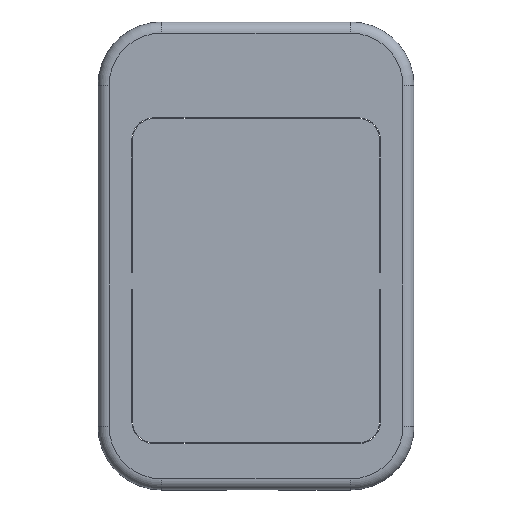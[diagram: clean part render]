
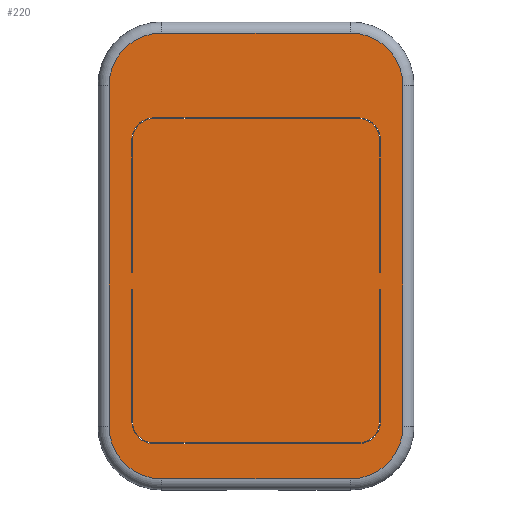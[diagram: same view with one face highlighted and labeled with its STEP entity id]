
A CAD part, top view. The second image highlights one B-rep face of the part: STEP entity #220.
In plain terms, the highlighted planar face has unit normal (0, 0, 1).
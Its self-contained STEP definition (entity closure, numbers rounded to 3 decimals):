
#24 = VERTEX_POINT('',#25);
#25 = CARTESIAN_POINT('',(-26.6,30.85,11.1));
#32 = EDGE_CURVE('',#24,#33,#35,.T.);
#33 = VERTEX_POINT('',#34);
#34 = CARTESIAN_POINT('',(-26.6,-30.85,11.1));
#35 = LINE('',#36,#37);
#36 = CARTESIAN_POINT('',(-26.6,30.85,11.1));
#37 = VECTOR('',#38,1.);
#38 = DIRECTION('',(0.,-1.,0.));
#66 = VERTEX_POINT('',#67);
#67 = CARTESIAN_POINT('',(-17.1,40.35,11.1));
#82 = EDGE_CURVE('',#66,#24,#83,.T.);
#83 = CIRCLE('',#84,9.5);
#84 = AXIS2_PLACEMENT_3D('',#85,#86,#87);
#85 = CARTESIAN_POINT('',(-17.1,30.85,11.1));
#86 = DIRECTION('',(0.,-0.,1.));
#87 = DIRECTION('',(0.,1.,0.));
#220 = ADVANCED_FACE('',(#221,#274,#376),#478,.T.);
#221 = FACE_BOUND('',#222,.T.);
#222 = EDGE_LOOP('',(#223,#224,#233,#241,#250,#258,#267,#273));
#223 = ORIENTED_EDGE('',*,*,#32,.T.);
#224 = ORIENTED_EDGE('',*,*,#225,.T.);
#225 = EDGE_CURVE('',#33,#226,#228,.T.);
#226 = VERTEX_POINT('',#227);
#227 = CARTESIAN_POINT('',(-17.1,-40.35,11.1));
#228 = CIRCLE('',#229,9.5);
#229 = AXIS2_PLACEMENT_3D('',#230,#231,#232);
#230 = CARTESIAN_POINT('',(-17.1,-30.85,11.1));
#231 = DIRECTION('',(0.,0.,1.));
#232 = DIRECTION('',(-1.,0.,0.));
#233 = ORIENTED_EDGE('',*,*,#234,.T.);
#234 = EDGE_CURVE('',#226,#235,#237,.T.);
#235 = VERTEX_POINT('',#236);
#236 = CARTESIAN_POINT('',(17.1,-40.35,11.1));
#237 = LINE('',#238,#239);
#238 = CARTESIAN_POINT('',(-17.1,-40.35,11.1));
#239 = VECTOR('',#240,1.);
#240 = DIRECTION('',(1.,0.,0.));
#241 = ORIENTED_EDGE('',*,*,#242,.T.);
#242 = EDGE_CURVE('',#235,#243,#245,.T.);
#243 = VERTEX_POINT('',#244);
#244 = CARTESIAN_POINT('',(26.6,-30.85,11.1));
#245 = CIRCLE('',#246,9.5);
#246 = AXIS2_PLACEMENT_3D('',#247,#248,#249);
#247 = CARTESIAN_POINT('',(17.1,-30.85,11.1));
#248 = DIRECTION('',(0.,0.,1.));
#249 = DIRECTION('',(0.,-1.,0.));
#250 = ORIENTED_EDGE('',*,*,#251,.T.);
#251 = EDGE_CURVE('',#243,#252,#254,.T.);
#252 = VERTEX_POINT('',#253);
#253 = CARTESIAN_POINT('',(26.6,30.85,11.1));
#254 = LINE('',#255,#256);
#255 = CARTESIAN_POINT('',(26.6,-30.85,11.1));
#256 = VECTOR('',#257,1.);
#257 = DIRECTION('',(0.,1.,0.));
#258 = ORIENTED_EDGE('',*,*,#259,.T.);
#259 = EDGE_CURVE('',#252,#260,#262,.T.);
#260 = VERTEX_POINT('',#261);
#261 = CARTESIAN_POINT('',(17.1,40.35,11.1));
#262 = CIRCLE('',#263,9.5);
#263 = AXIS2_PLACEMENT_3D('',#264,#265,#266);
#264 = CARTESIAN_POINT('',(17.1,30.85,11.1));
#265 = DIRECTION('',(0.,0.,1.));
#266 = DIRECTION('',(1.,0.,0.));
#267 = ORIENTED_EDGE('',*,*,#268,.T.);
#268 = EDGE_CURVE('',#260,#66,#269,.T.);
#269 = LINE('',#270,#271);
#270 = CARTESIAN_POINT('',(17.1,40.35,11.1));
#271 = VECTOR('',#272,1.);
#272 = DIRECTION('',(-1.,0.,0.));
#273 = ORIENTED_EDGE('',*,*,#82,.T.);
#274 = FACE_BOUND('',#275,.T.);
#275 = EDGE_LOOP('',(#276,#286,#294,#302,#311,#319,#328,#336,#344,#352,
    #361,#369));
#276 = ORIENTED_EDGE('',*,*,#277,.F.);
#277 = EDGE_CURVE('',#278,#280,#282,.T.);
#278 = VERTEX_POINT('',#279);
#279 = CARTESIAN_POINT('',(-22.475,-6.,11.1));
#280 = VERTEX_POINT('',#281);
#281 = CARTESIAN_POINT('',(-22.475,-30.,11.1));
#282 = LINE('',#283,#284);
#283 = CARTESIAN_POINT('',(-22.475,-6.,11.1));
#284 = VECTOR('',#285,1.);
#285 = DIRECTION('',(0.,-1.,0.));
#286 = ORIENTED_EDGE('',*,*,#287,.T.);
#287 = EDGE_CURVE('',#278,#288,#290,.T.);
#288 = VERTEX_POINT('',#289);
#289 = CARTESIAN_POINT('',(-22.325,-6.,11.1));
#290 = LINE('',#291,#292);
#291 = CARTESIAN_POINT('',(-22.475,-6.,11.1));
#292 = VECTOR('',#293,1.);
#293 = DIRECTION('',(1.,0.,0.));
#294 = ORIENTED_EDGE('',*,*,#295,.T.);
#295 = EDGE_CURVE('',#288,#296,#298,.T.);
#296 = VERTEX_POINT('',#297);
#297 = CARTESIAN_POINT('',(-22.325,-30.,11.1));
#298 = LINE('',#299,#300);
#299 = CARTESIAN_POINT('',(-22.325,-6.,11.1));
#300 = VECTOR('',#301,1.);
#301 = DIRECTION('',(0.,-1.,0.));
#302 = ORIENTED_EDGE('',*,*,#303,.T.);
#303 = EDGE_CURVE('',#296,#304,#306,.T.);
#304 = VERTEX_POINT('',#305);
#305 = CARTESIAN_POINT('',(-18.475,-33.85,11.1));
#306 = CIRCLE('',#307,3.85);
#307 = AXIS2_PLACEMENT_3D('',#308,#309,#310);
#308 = CARTESIAN_POINT('',(-18.475,-30.,11.1));
#309 = DIRECTION('',(0.,0.,1.));
#310 = DIRECTION('',(1.,0.,0.));
#311 = ORIENTED_EDGE('',*,*,#312,.T.);
#312 = EDGE_CURVE('',#304,#313,#315,.T.);
#313 = VERTEX_POINT('',#314);
#314 = CARTESIAN_POINT('',(18.525,-33.85,11.1));
#315 = LINE('',#316,#317);
#316 = CARTESIAN_POINT('',(-18.475,-33.85,11.1));
#317 = VECTOR('',#318,1.);
#318 = DIRECTION('',(1.,0.,0.));
#319 = ORIENTED_EDGE('',*,*,#320,.T.);
#320 = EDGE_CURVE('',#313,#321,#323,.T.);
#321 = VERTEX_POINT('',#322);
#322 = CARTESIAN_POINT('',(22.375,-30.,11.1));
#323 = CIRCLE('',#324,3.85);
#324 = AXIS2_PLACEMENT_3D('',#325,#326,#327);
#325 = CARTESIAN_POINT('',(18.525,-30.,11.1));
#326 = DIRECTION('',(0.,0.,1.));
#327 = DIRECTION('',(1.,0.,0.));
#328 = ORIENTED_EDGE('',*,*,#329,.T.);
#329 = EDGE_CURVE('',#321,#330,#332,.T.);
#330 = VERTEX_POINT('',#331);
#331 = CARTESIAN_POINT('',(22.375,-6.,11.1));
#332 = LINE('',#333,#334);
#333 = CARTESIAN_POINT('',(22.375,-30.,11.1));
#334 = VECTOR('',#335,1.);
#335 = DIRECTION('',(0.,1.,0.));
#336 = ORIENTED_EDGE('',*,*,#337,.T.);
#337 = EDGE_CURVE('',#330,#338,#340,.T.);
#338 = VERTEX_POINT('',#339);
#339 = CARTESIAN_POINT('',(22.525,-6.,11.1));
#340 = LINE('',#341,#342);
#341 = CARTESIAN_POINT('',(22.375,-6.,11.1));
#342 = VECTOR('',#343,1.);
#343 = DIRECTION('',(1.,0.,0.));
#344 = ORIENTED_EDGE('',*,*,#345,.F.);
#345 = EDGE_CURVE('',#346,#338,#348,.T.);
#346 = VERTEX_POINT('',#347);
#347 = CARTESIAN_POINT('',(22.525,-30.,11.1));
#348 = LINE('',#349,#350);
#349 = CARTESIAN_POINT('',(22.525,-30.,11.1));
#350 = VECTOR('',#351,1.);
#351 = DIRECTION('',(0.,1.,0.));
#352 = ORIENTED_EDGE('',*,*,#353,.F.);
#353 = EDGE_CURVE('',#354,#346,#356,.T.);
#354 = VERTEX_POINT('',#355);
#355 = CARTESIAN_POINT('',(18.525,-34.,11.1));
#356 = CIRCLE('',#357,4.);
#357 = AXIS2_PLACEMENT_3D('',#358,#359,#360);
#358 = CARTESIAN_POINT('',(18.525,-30.,11.1));
#359 = DIRECTION('',(0.,0.,1.));
#360 = DIRECTION('',(1.,0.,0.));
#361 = ORIENTED_EDGE('',*,*,#362,.F.);
#362 = EDGE_CURVE('',#363,#354,#365,.T.);
#363 = VERTEX_POINT('',#364);
#364 = CARTESIAN_POINT('',(-18.475,-34.,11.1));
#365 = LINE('',#366,#367);
#366 = CARTESIAN_POINT('',(-18.475,-34.,11.1));
#367 = VECTOR('',#368,1.);
#368 = DIRECTION('',(1.,0.,0.));
#369 = ORIENTED_EDGE('',*,*,#370,.F.);
#370 = EDGE_CURVE('',#280,#363,#371,.T.);
#371 = CIRCLE('',#372,4.);
#372 = AXIS2_PLACEMENT_3D('',#373,#374,#375);
#373 = CARTESIAN_POINT('',(-18.475,-30.,11.1));
#374 = DIRECTION('',(0.,0.,1.));
#375 = DIRECTION('',(1.,0.,0.));
#376 = FACE_BOUND('',#377,.T.);
#377 = EDGE_LOOP('',(#378,#388,#396,#405,#413,#422,#430,#438,#446,#455,
    #463,#472));
#378 = ORIENTED_EDGE('',*,*,#379,.F.);
#379 = EDGE_CURVE('',#380,#382,#384,.T.);
#380 = VERTEX_POINT('',#381);
#381 = CARTESIAN_POINT('',(22.375,-3.,11.1));
#382 = VERTEX_POINT('',#383);
#383 = CARTESIAN_POINT('',(22.525,-3.,11.1));
#384 = LINE('',#385,#386);
#385 = CARTESIAN_POINT('',(22.375,-3.,11.1));
#386 = VECTOR('',#387,1.);
#387 = DIRECTION('',(1.,0.,0.));
#388 = ORIENTED_EDGE('',*,*,#389,.T.);
#389 = EDGE_CURVE('',#380,#390,#392,.T.);
#390 = VERTEX_POINT('',#391);
#391 = CARTESIAN_POINT('',(22.375,21.,11.1));
#392 = LINE('',#393,#394);
#393 = CARTESIAN_POINT('',(22.375,-3.,11.1));
#394 = VECTOR('',#395,1.);
#395 = DIRECTION('',(0.,1.,0.));
#396 = ORIENTED_EDGE('',*,*,#397,.T.);
#397 = EDGE_CURVE('',#390,#398,#400,.T.);
#398 = VERTEX_POINT('',#399);
#399 = CARTESIAN_POINT('',(18.525,24.85,11.1));
#400 = CIRCLE('',#401,3.85);
#401 = AXIS2_PLACEMENT_3D('',#402,#403,#404);
#402 = CARTESIAN_POINT('',(18.525,21.,11.1));
#403 = DIRECTION('',(0.,0.,1.));
#404 = DIRECTION('',(1.,0.,0.));
#405 = ORIENTED_EDGE('',*,*,#406,.T.);
#406 = EDGE_CURVE('',#398,#407,#409,.T.);
#407 = VERTEX_POINT('',#408);
#408 = CARTESIAN_POINT('',(-18.475,24.85,11.1));
#409 = LINE('',#410,#411);
#410 = CARTESIAN_POINT('',(18.525,24.85,11.1));
#411 = VECTOR('',#412,1.);
#412 = DIRECTION('',(-1.,0.,0.));
#413 = ORIENTED_EDGE('',*,*,#414,.T.);
#414 = EDGE_CURVE('',#407,#415,#417,.T.);
#415 = VERTEX_POINT('',#416);
#416 = CARTESIAN_POINT('',(-22.325,21.,11.1));
#417 = CIRCLE('',#418,3.85);
#418 = AXIS2_PLACEMENT_3D('',#419,#420,#421);
#419 = CARTESIAN_POINT('',(-18.475,21.,11.1));
#420 = DIRECTION('',(0.,0.,1.));
#421 = DIRECTION('',(1.,0.,0.));
#422 = ORIENTED_EDGE('',*,*,#423,.T.);
#423 = EDGE_CURVE('',#415,#424,#426,.T.);
#424 = VERTEX_POINT('',#425);
#425 = CARTESIAN_POINT('',(-22.325,-3.,11.1));
#426 = LINE('',#427,#428);
#427 = CARTESIAN_POINT('',(-22.325,21.,11.1));
#428 = VECTOR('',#429,1.);
#429 = DIRECTION('',(0.,-1.,0.));
#430 = ORIENTED_EDGE('',*,*,#431,.F.);
#431 = EDGE_CURVE('',#432,#424,#434,.T.);
#432 = VERTEX_POINT('',#433);
#433 = CARTESIAN_POINT('',(-22.475,-3.,11.1));
#434 = LINE('',#435,#436);
#435 = CARTESIAN_POINT('',(-22.475,-3.,11.1));
#436 = VECTOR('',#437,1.);
#437 = DIRECTION('',(1.,0.,0.));
#438 = ORIENTED_EDGE('',*,*,#439,.F.);
#439 = EDGE_CURVE('',#440,#432,#442,.T.);
#440 = VERTEX_POINT('',#441);
#441 = CARTESIAN_POINT('',(-22.475,21.,11.1));
#442 = LINE('',#443,#444);
#443 = CARTESIAN_POINT('',(-22.475,21.,11.1));
#444 = VECTOR('',#445,1.);
#445 = DIRECTION('',(0.,-1.,0.));
#446 = ORIENTED_EDGE('',*,*,#447,.F.);
#447 = EDGE_CURVE('',#448,#440,#450,.T.);
#448 = VERTEX_POINT('',#449);
#449 = CARTESIAN_POINT('',(-18.475,25.,11.1));
#450 = CIRCLE('',#451,4.);
#451 = AXIS2_PLACEMENT_3D('',#452,#453,#454);
#452 = CARTESIAN_POINT('',(-18.475,21.,11.1));
#453 = DIRECTION('',(0.,0.,1.));
#454 = DIRECTION('',(1.,0.,0.));
#455 = ORIENTED_EDGE('',*,*,#456,.F.);
#456 = EDGE_CURVE('',#457,#448,#459,.T.);
#457 = VERTEX_POINT('',#458);
#458 = CARTESIAN_POINT('',(18.525,25.,11.1));
#459 = LINE('',#460,#461);
#460 = CARTESIAN_POINT('',(18.525,25.,11.1));
#461 = VECTOR('',#462,1.);
#462 = DIRECTION('',(-1.,0.,0.));
#463 = ORIENTED_EDGE('',*,*,#464,.F.);
#464 = EDGE_CURVE('',#465,#457,#467,.T.);
#465 = VERTEX_POINT('',#466);
#466 = CARTESIAN_POINT('',(22.525,21.,11.1));
#467 = CIRCLE('',#468,4.);
#468 = AXIS2_PLACEMENT_3D('',#469,#470,#471);
#469 = CARTESIAN_POINT('',(18.525,21.,11.1));
#470 = DIRECTION('',(0.,0.,1.));
#471 = DIRECTION('',(1.,0.,0.));
#472 = ORIENTED_EDGE('',*,*,#473,.F.);
#473 = EDGE_CURVE('',#382,#465,#474,.T.);
#474 = LINE('',#475,#476);
#475 = CARTESIAN_POINT('',(22.525,-3.,11.1));
#476 = VECTOR('',#477,1.);
#477 = DIRECTION('',(0.,1.,0.));
#478 = PLANE('',#479);
#479 = AXIS2_PLACEMENT_3D('',#480,#481,#482);
#480 = CARTESIAN_POINT('',(0.,0.,11.1));
#481 = DIRECTION('',(0.,0.,1.));
#482 = DIRECTION('',(1.,0.,0.));
